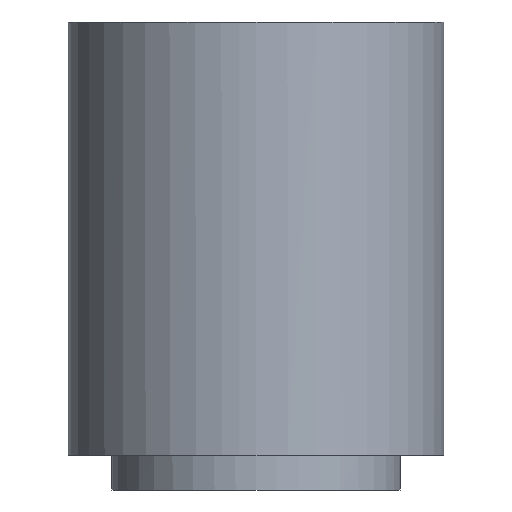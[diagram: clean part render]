
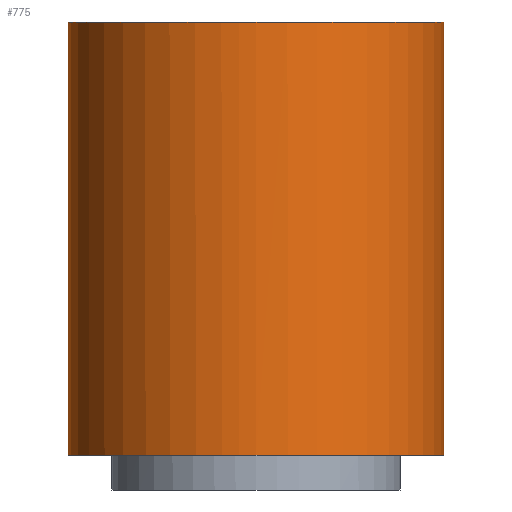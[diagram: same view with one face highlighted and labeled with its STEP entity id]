
A CAD part, front view. The second image highlights one B-rep face of the part: STEP entity #775.
In plain terms, the highlighted free-form (B-spline) face has degree [2, 1] with [9, 2] control points.
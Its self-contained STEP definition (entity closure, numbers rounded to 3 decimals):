
#29 = VERTEX_POINT ( 'NONE', #903 ) ;
#47 = CARTESIAN_POINT ( 'NONE',  ( 3174.085, 2282.439, 162. ) ) ;
#76 = B_SPLINE_CURVE_WITH_KNOTS ( 'NONE', 1,
 ( #454, #2055 ),
 .UNSPECIFIED., .F., .F.,
 ( 2, 2 ),
 ( -75., 75. ),
 .UNSPECIFIED. ) ;
#78 = CARTESIAN_POINT ( 'NONE',  ( 3077.232, 2339.273, 165. ) ) ;
#98 = VERTEX_POINT ( 'NONE', #329 ) ;
#183 = EDGE_CURVE ( 'NONE', #1994, #510, #1051, .T. ) ;
#185 = CARTESIAN_POINT ( 'NONE',  ( 3077.232, 2339.273, 12. ) ) ;
#220 = CARTESIAN_POINT ( 'NONE',  ( 3150.036, 2274.613, 162. ) ) ;
#227 = CARTESIAN_POINT ( 'NONE',  ( 3207.232, 2274.273, 12. ) ) ;
#228 = CARTESIAN_POINT ( 'NONE',  ( 3205.403, 2323.421, 162. ) ) ;
#259 = CARTESIAN_POINT ( 'NONE',  ( 3085.398, 2307.42, 162. ) ) ;
#267 = CARTESIAN_POINT ( 'NONE',  ( 3207.232, 2339.273, 12. ) ) ;
#276 = CARTESIAN_POINT ( 'NONE',  ( 3077.573, 2331.469, 162. ) ) ;
#281 = CARTESIAN_POINT ( 'NONE',  ( 3142.232, 2274.273, 12. ) ) ;
#284 = CARTESIAN_POINT ( 'NONE',  ( 3090.257, 2299.988, 162. ) ) ;
#288 = CARTESIAN_POINT ( 'NONE',  ( 3077.232, 2274.273, 9. ) ) ;
#329 = CARTESIAN_POINT ( 'NONE',  ( 3207.232, 2339.273, 12. ) ) ;
#360 = VERTEX_POINT ( 'NONE', #1305 ) ;
#362 = CARTESIAN_POINT ( 'NONE',  ( 3077.232, 2274.273, 12. ) ) ;
#398 = CARTESIAN_POINT ( 'NONE',  ( 3142.232, 2274.273, 162. ) ) ;
#407 = CARTESIAN_POINT ( 'NONE',  ( 3162.158, 2277.253, 162. ) ) ;
#410 = EDGE_CURVE ( 'NONE', #810, #98, #1714, .T. ) ;
#429 = CARTESIAN_POINT ( 'NONE',  ( 3206.892, 2331.469, 162. ) ) ;
#454 = CARTESIAN_POINT ( 'NONE',  ( 3077.232, 2339.273, 162. ) ) ;
#458 = CARTESIAN_POINT ( 'NONE',  ( 3079.062, 2323.421, 162. ) ) ;
#465 = CARTESIAN_POINT ( 'NONE',  ( 3122.307, 2277.253, 162. ) ) ;
#510 = VERTEX_POINT ( 'NONE', #1779 ) ;
#564 = CARTESIAN_POINT ( 'NONE',  ( 3185.021, 2290.138, 162. ) ) ;
#578 = B_SPLINE_CURVE_WITH_KNOTS ( 'NONE', 1,
 ( #1386, #1728 ),
 .UNSPECIFIED., .F., .F.,
 ( 2, 2 ),
 ( -75., 75. ),
 .UNSPECIFIED. ) ;
#582 = CARTESIAN_POINT ( 'NONE',  ( 3158.084, 2276.102, 162. ) ) ;
#600 = CARTESIAN_POINT ( 'NONE',  ( 3102.948, 2287.297, 162. ) ) ;
#606 = CARTESIAN_POINT ( 'NONE',  ( 3207.232, 2274.273, 9. ) ) ;
#614 = CARTESIAN_POINT ( 'NONE',  ( 3077.232, 2339.273, 162. ) ) ;
#621 = CARTESIAN_POINT ( 'NONE',  ( 3093.097, 2296.484, 162. ) ) ;
#631 = B_SPLINE_CURVE_WITH_KNOTS ( 'NONE', 3,
 ( #398, #1939, #220, #582, #407, #924, #47, #1275, #564, #1773, #741, #1945, #933, #1103, #228, #429, #1660, #970 ),
 .UNSPECIFIED., .F., .F.,
 ( 4, 2, 2, 2, 2, 2, 2, 2, 4 ),
 ( 270., 281.25, 292.5, 303.75, 315., 326.25, 337.5, 348.75, 360. ),
 .UNSPECIFIED. ) ;
#634 = CARTESIAN_POINT ( 'NONE',  ( 3207.232, 2339.273, 9. ) ) ;
#638 = ORIENTED_EDGE ( 'NONE', *, *, #1045, .F. ) ;
#722 = EDGE_CURVE ( 'NONE', #510, #29, #631, .T. ) ;
#741 = CARTESIAN_POINT ( 'NONE',  ( 3194.208, 2299.988, 162. ) ) ;
#774 = ORIENTED_EDGE ( 'NONE', *, *, #1384, .T. ) ;
#775 = ADVANCED_FACE ( 'NONE', ( #1050 ), #2135, .T. ) ;
#782 =( BOUNDED_CURVE ( )  B_SPLINE_CURVE ( 2, ( #185, #362, #1072 ),
 .UNSPECIFIED., .F., .F. ) 
 B_SPLINE_CURVE_WITH_KNOTS ( ( 3, 3 ),
 ( 180., 270. ),
 .UNSPECIFIED. ) 
 CURVE ( )  GEOMETRIC_REPRESENTATION_ITEM ( )  RATIONAL_B_SPLINE_CURVE ( ( 1., 0.707, 1. ) ) 
 REPRESENTATION_ITEM ( '' )  );
#783 = CARTESIAN_POINT ( 'NONE',  ( 3142.232, 2274.273, 162. ) ) ;
#807 = CARTESIAN_POINT ( 'NONE',  ( 3142.232, 2274.273, 165. ) ) ;
#810 = VERTEX_POINT ( 'NONE', #1672 ) ;
#812 = ORIENTED_EDGE ( 'NONE', *, *, #722, .F. ) ;
#813 = CARTESIAN_POINT ( 'NONE',  ( 3114.306, 2280.42, 162. ) ) ;
#903 = CARTESIAN_POINT ( 'NONE',  ( 3207.232, 2339.273, 162. ) ) ;
#924 = CARTESIAN_POINT ( 'NONE',  ( 3170.159, 2280.42, 162. ) ) ;
#933 = CARTESIAN_POINT ( 'NONE',  ( 3201.085, 2311.346, 162. ) ) ;
#963 = CARTESIAN_POINT ( 'NONE',  ( 3142.232, 2404.273, 9. ) ) ;
#970 = CARTESIAN_POINT ( 'NONE',  ( 3207.232, 2339.273, 162. ) ) ;
#1045 = EDGE_CURVE ( 'NONE', #29, #98, #578, .T. ) ;
#1050 = FACE_OUTER_BOUND ( 'NONE', #1485, .T. ) ;
#1051 = B_SPLINE_CURVE_WITH_KNOTS ( 'NONE', 3,
 ( #614, #1337, #276, #458, #1484, #1301, #259, #284, #621, #1152, #600, #1166, #813, #465, #1839, #1657, #1329, #783 ),
 .UNSPECIFIED., .F., .F.,
 ( 4, 2, 2, 2, 2, 2, 2, 2, 4 ),
 ( 180., 191.25, 202.5, 213.75, 225., 236.25, 247.5, 258.75, 270. ),
 .UNSPECIFIED. ) ;
#1072 = CARTESIAN_POINT ( 'NONE',  ( 3142.232, 2274.273, 12. ) ) ;
#1103 = CARTESIAN_POINT ( 'NONE',  ( 3204.252, 2319.347, 162. ) ) ;
#1125 = CARTESIAN_POINT ( 'NONE',  ( 3077.232, 2274.273, 165. ) ) ;
#1152 = CARTESIAN_POINT ( 'NONE',  ( 3099.443, 2290.138, 162. ) ) ;
#1166 = CARTESIAN_POINT ( 'NONE',  ( 3110.38, 2282.439, 162. ) ) ;
#1210 = ORIENTED_EDGE ( 'NONE', *, *, #183, .F. ) ;
#1275 = CARTESIAN_POINT ( 'NONE',  ( 3181.517, 2287.297, 162. ) ) ;
#1301 = CARTESIAN_POINT ( 'NONE',  ( 3083.38, 2311.346, 162. ) ) ;
#1305 = CARTESIAN_POINT ( 'NONE',  ( 3077.232, 2339.273, 12. ) ) ;
#1313 = EDGE_CURVE ( 'NONE', #1994, #360, #76, .T. ) ;
#1320 = ORIENTED_EDGE ( 'NONE', *, *, #410, .T. ) ;
#1329 = CARTESIAN_POINT ( 'NONE',  ( 3138.402, 2274.273, 162. ) ) ;
#1335 = CARTESIAN_POINT ( 'NONE',  ( 3207.232, 2339.273, 165. ) ) ;
#1337 = CARTESIAN_POINT ( 'NONE',  ( 3077.232, 2335.443, 162. ) ) ;
#1375 = ORIENTED_EDGE ( 'NONE', *, *, #1313, .T. ) ;
#1384 = EDGE_CURVE ( 'NONE', #360, #810, #782, .T. ) ;
#1386 = CARTESIAN_POINT ( 'NONE',  ( 3207.232, 2339.273, 162. ) ) ;
#1439 = CARTESIAN_POINT ( 'NONE',  ( 3077.232, 2339.273, 162. ) ) ;
#1458 = CARTESIAN_POINT ( 'NONE',  ( 3142.232, 2404.273, 165. ) ) ;
#1467 = CARTESIAN_POINT ( 'NONE',  ( 3077.232, 2404.273, 165. ) ) ;
#1484 = CARTESIAN_POINT ( 'NONE',  ( 3080.212, 2319.347, 162. ) ) ;
#1485 = EDGE_LOOP ( 'NONE', ( #1210, #1375, #774, #1320, #638, #812 ) ) ;
#1489 = CARTESIAN_POINT ( 'NONE',  ( 3077.232, 2339.273, 9. ) ) ;
#1630 = CARTESIAN_POINT ( 'NONE',  ( 3207.232, 2339.273, 165. ) ) ;
#1636 = CARTESIAN_POINT ( 'NONE',  ( 3207.232, 2404.273, 165. ) ) ;
#1650 = CARTESIAN_POINT ( 'NONE',  ( 3207.232, 2404.273, 9. ) ) ;
#1657 = CARTESIAN_POINT ( 'NONE',  ( 3134.429, 2274.613, 162. ) ) ;
#1660 = CARTESIAN_POINT ( 'NONE',  ( 3207.232, 2335.443, 162. ) ) ;
#1672 = CARTESIAN_POINT ( 'NONE',  ( 3142.232, 2274.273, 12. ) ) ;
#1714 =( BOUNDED_CURVE ( )  B_SPLINE_CURVE ( 2, ( #281, #227, #267 ),
 .UNSPECIFIED., .F., .F. ) 
 B_SPLINE_CURVE_WITH_KNOTS ( ( 3, 3 ),
 ( 270., 360. ),
 .UNSPECIFIED. ) 
 CURVE ( )  GEOMETRIC_REPRESENTATION_ITEM ( )  RATIONAL_B_SPLINE_CURVE ( ( 1., 0.707, 1. ) ) 
 REPRESENTATION_ITEM ( '' )  );
#1728 = CARTESIAN_POINT ( 'NONE',  ( 3207.232, 2339.273, 12. ) ) ;
#1773 = CARTESIAN_POINT ( 'NONE',  ( 3191.367, 2296.484, 162. ) ) ;
#1779 = CARTESIAN_POINT ( 'NONE',  ( 3142.232, 2274.273, 162. ) ) ;
#1833 = CARTESIAN_POINT ( 'NONE',  ( 3077.232, 2404.273, 9. ) ) ;
#1837 = CARTESIAN_POINT ( 'NONE',  ( 3207.232, 2274.273, 165. ) ) ;
#1839 = CARTESIAN_POINT ( 'NONE',  ( 3126.381, 2276.102, 162. ) ) ;
#1939 = CARTESIAN_POINT ( 'NONE',  ( 3146.063, 2274.273, 162. ) ) ;
#1945 = CARTESIAN_POINT ( 'NONE',  ( 3199.067, 2307.42, 162. ) ) ;
#1994 = VERTEX_POINT ( 'NONE', #1439 ) ;
#2005 = CARTESIAN_POINT ( 'NONE',  ( 3207.232, 2339.273, 9. ) ) ;
#2055 = CARTESIAN_POINT ( 'NONE',  ( 3077.232, 2339.273, 12. ) ) ;
#2135 =( BOUNDED_SURFACE ( )  B_SPLINE_SURFACE ( 2, 1, ( 
 ( #1335, #634 ),
 ( #1837, #606 ),
 ( #807, #2147 ),
 ( #1125, #288 ),
 ( #78, #1489 ),
 ( #1467, #1833 ),
 ( #1458, #963 ),
 ( #1636, #1650 ),
 ( #1630, #2005 ) ),
 .UNSPECIFIED., .T., .F., .F. ) 
 B_SPLINE_SURFACE_WITH_KNOTS ( ( 3, 2, 2, 2, 3 ),
 ( 2, 2 ),
 ( 0., 90., 180., 270., 360. ),
 ( -78., 78. ),
 .UNSPECIFIED. ) 
 GEOMETRIC_REPRESENTATION_ITEM ( )  RATIONAL_B_SPLINE_SURFACE ( (
 ( 1., 1.),
 ( 0.707, 0.707),
 ( 1., 1.),
 ( 0.707, 0.707),
 ( 1., 1.),
 ( 0.707, 0.707),
 ( 1., 1.),
 ( 0.707, 0.707),
 ( 1., 1.) ) ) 
 REPRESENTATION_ITEM ( '' )  SURFACE ( )  );
#2147 = CARTESIAN_POINT ( 'NONE',  ( 3142.232, 2274.273, 9. ) ) ;
